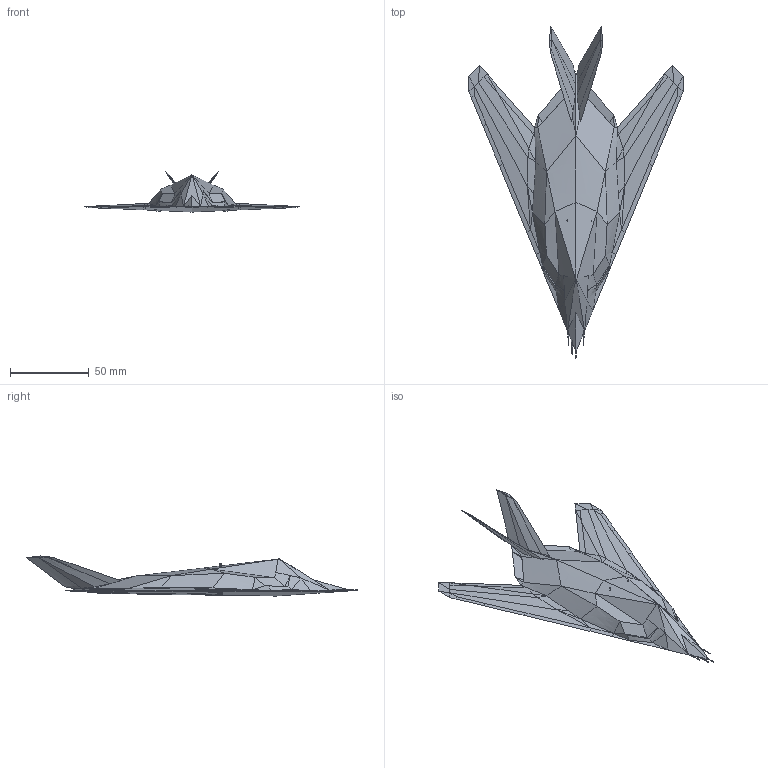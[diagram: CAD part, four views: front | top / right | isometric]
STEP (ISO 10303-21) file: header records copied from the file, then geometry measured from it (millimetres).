
FILE_DESCRIPTION(('FreeCAD Model'),'2;1');
FILE_NAME('Open CASCADE Shape Model','2025-04-26T22:35:07',('FreeCAD'),( 'FreeCAD'),'Open CASCADE STEP processor 7.6','FreeCAD','Unknown');
FILE_SCHEMA(('AUTOMOTIVE_DESIGN { 1 0 10303 214 1 1 1 1 }'));
Products named in the file (1): Open CASCADE STEP translator 7.6 1
Bounding box: 136.33 x 211.24 x 25.52 mm (x, y, z)
Volume: 78193.2 mm3; surface area: 27177.7 mm2
Topology: 9 solids, 9 shells, 251 faces, 508 edges, 277 vertices
Faces by surface type: bspline 251
Entity records: 133560 total; most frequent: CARTESIAN_POINT 130210, ORIENTED_EDGE 1016, EDGE_CURVE 508, B_SPLINE_CURVE_WITH_KNOTS 508, VERTEX_POINT 277, FACE_BOUND 253, EDGE_LOOP 253, ADVANCED_FACE 251
